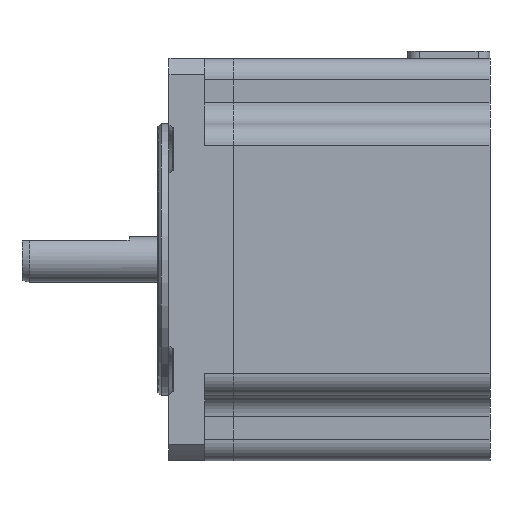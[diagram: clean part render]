
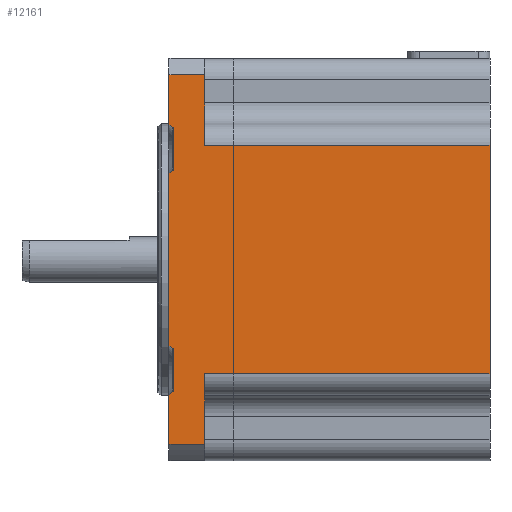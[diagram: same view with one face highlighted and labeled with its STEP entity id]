
A CAD part, left-side view. The second image highlights one B-rep face of the part: STEP entity #12161.
In plain terms, the highlighted planar face has unit normal (-1, 0, 0).
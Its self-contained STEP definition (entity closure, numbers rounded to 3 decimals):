
#2597=DIRECTION('',(0.,0.,-1.));
#2598=VECTOR('',#2597,24.);
#2599=CARTESIAN_POINT('',(-12.35,55.,31.45));
#2600=LINE('',#2599,#2598);
#2614=DIRECTION('',(0.,0.,-1.));
#2615=VECTOR('',#2614,6.916);
#2616=CARTESIAN_POINT('',(-12.35,55.,0.45));
#2617=LINE('',#2616,#2615);
#2684=DIRECTION('',(0.,0.,-1.));
#2685=VECTOR('',#2684,6.916);
#2686=CARTESIAN_POINT('',(-12.35,55.,45.366));
#2687=LINE('',#2686,#2685);
#2751=DIRECTION('',(0.,0.,-1.));
#2752=VECTOR('',#2751,9.916);
#2753=CARTESIAN_POINT('',(-12.35,50.,3.45));
#2754=LINE('',#2753,#2752);
#2755=DIRECTION('',(0.,-0.707,0.707));
#2756=VECTOR('',#2755,0.707);
#2757=CARTESIAN_POINT('',(-12.35,55.,0.45));
#2758=LINE('',#2757,#2756);
#2759=DIRECTION('',(0.,0.707,0.707));
#2760=VECTOR('',#2759,0.707);
#2761=CARTESIAN_POINT('',(-12.35,54.5,6.95));
#2762=LINE('',#2761,#2760);
#2763=DIRECTION('',(0.,-0.707,0.707));
#2764=VECTOR('',#2763,0.707);
#2765=CARTESIAN_POINT('',(-12.35,55.,31.45));
#2766=LINE('',#2765,#2764);
#2767=DIRECTION('',(0.,0.,1.));
#2768=VECTOR('',#2767,6.);
#2769=CARTESIAN_POINT('',(-12.35,54.3,31.95));
#2770=LINE('',#2769,#2768);
#2771=DIRECTION('',(0.,0.707,0.707));
#2772=VECTOR('',#2771,0.707);
#2773=CARTESIAN_POINT('',(-12.35,54.5,37.95));
#2774=LINE('',#2773,#2772);
#2775=DIRECTION('',(0.,0.,-1.));
#2776=VECTOR('',#2775,9.916);
#2777=CARTESIAN_POINT('',(-12.35,50.,45.366));
#2778=LINE('',#2777,#2776);
#2783=DIRECTION('',(0.,-1.,0.));
#2784=VECTOR('',#2783,40.);
#2785=CARTESIAN_POINT('',(-12.35,50.,3.45));
#2786=LINE('',#2785,#2784);
#3021=DIRECTION('',(0.,0.,1.));
#3022=VECTOR('',#3021,32.);
#3023=CARTESIAN_POINT('',(-12.35,10.,3.45));
#3024=LINE('',#3023,#3022);
#3174=DIRECTION('',(0.,1.,0.));
#3175=VECTOR('',#3174,40.);
#3176=CARTESIAN_POINT('',(-12.35,10.,35.45));
#3177=LINE('',#3176,#3175);
#3220=DIRECTION('',(0.,1.,0.));
#3221=VECTOR('',#3220,5.);
#3222=CARTESIAN_POINT('',(-12.35,50.,45.366));
#3223=LINE('',#3222,#3221);
#4078=DIRECTION('',(0.,-1.,0.));
#4079=VECTOR('',#4078,5.);
#4080=CARTESIAN_POINT('',(-12.35,55.,-6.466));
#4081=LINE('',#4080,#4079);
#4169=DIRECTION('',(0.,-1.,0.));
#4170=VECTOR('',#4169,0.2);
#4171=CARTESIAN_POINT('',(-12.35,54.5,6.95));
#4172=LINE('',#4171,#4170);
#4186=DIRECTION('',(0.,0.,-1.));
#4187=VECTOR('',#4186,6.);
#4188=CARTESIAN_POINT('',(-12.35,54.3,6.95));
#4189=LINE('',#4188,#4187);
#4212=DIRECTION('',(0.,1.,0.));
#4213=VECTOR('',#4212,0.2);
#4214=CARTESIAN_POINT('',(-12.35,54.3,0.95));
#4215=LINE('',#4214,#4213);
#4417=DIRECTION('',(0.,-1.,0.));
#4418=VECTOR('',#4417,0.2);
#4419=CARTESIAN_POINT('',(-12.35,54.5,37.95));
#4420=LINE('',#4419,#4418);
#4456=DIRECTION('',(0.,1.,0.));
#4457=VECTOR('',#4456,0.2);
#4458=CARTESIAN_POINT('',(-12.35,54.3,31.95));
#4459=LINE('',#4458,#4457);
#5303=CARTESIAN_POINT('',(-12.35,55.,31.45));
#5304=CARTESIAN_POINT('',(-12.35,55.,7.45));
#5305=VERTEX_POINT('',#5303);
#5306=VERTEX_POINT('',#5304);
#5311=CARTESIAN_POINT('',(-12.35,55.,0.45));
#5312=VERTEX_POINT('',#5311);
#5313=CARTESIAN_POINT('',(-12.35,55.,-6.466));
#5314=VERTEX_POINT('',#5313);
#5343=CARTESIAN_POINT('',(-12.35,55.,45.366));
#5344=VERTEX_POINT('',#5343);
#5345=CARTESIAN_POINT('',(-12.35,55.,38.45));
#5346=VERTEX_POINT('',#5345);
#5367=CARTESIAN_POINT('',(-12.35,50.,3.45));
#5368=CARTESIAN_POINT('',(-12.35,10.,3.45));
#5369=VERTEX_POINT('',#5367);
#5370=VERTEX_POINT('',#5368);
#5371=CARTESIAN_POINT('',(-12.35,50.,-6.466));
#5372=VERTEX_POINT('',#5371);
#5373=CARTESIAN_POINT('',(-12.35,54.5,0.95));
#5374=VERTEX_POINT('',#5373);
#5375=CARTESIAN_POINT('',(-12.35,54.3,0.95));
#5376=VERTEX_POINT('',#5375);
#5377=CARTESIAN_POINT('',(-12.35,54.3,6.95));
#5378=VERTEX_POINT('',#5377);
#5379=CARTESIAN_POINT('',(-12.35,54.5,6.95));
#5380=VERTEX_POINT('',#5379);
#5381=CARTESIAN_POINT('',(-12.35,54.5,31.95));
#5382=VERTEX_POINT('',#5381);
#5383=CARTESIAN_POINT('',(-12.35,54.3,31.95));
#5384=VERTEX_POINT('',#5383);
#5385=CARTESIAN_POINT('',(-12.35,54.3,37.95));
#5386=VERTEX_POINT('',#5385);
#5387=CARTESIAN_POINT('',(-12.35,54.5,37.95));
#5388=VERTEX_POINT('',#5387);
#5389=CARTESIAN_POINT('',(-12.35,50.,45.366));
#5390=VERTEX_POINT('',#5389);
#5391=CARTESIAN_POINT('',(-12.35,50.,35.45));
#5392=VERTEX_POINT('',#5391);
#5393=CARTESIAN_POINT('',(-12.35,10.,35.45));
#5394=VERTEX_POINT('',#5393);
#12117=CARTESIAN_POINT('',(-12.35,50.5,19.45));
#12118=DIRECTION('',(1.,0.,0.));
#12119=DIRECTION('',(0.,0.,-1.));
#12120=AXIS2_PLACEMENT_3D('',#12117,#12118,#12119);
#12121=PLANE('',#12120);
#12123=ORIENTED_EDGE('',*,*,#12122,.F.);
#12125=ORIENTED_EDGE('',*,*,#12124,.T.);
#12127=ORIENTED_EDGE('',*,*,#12126,.F.);
#12128=ORIENTED_EDGE('',*,*,#12046,.F.);
#12130=ORIENTED_EDGE('',*,*,#12129,.T.);
#12132=ORIENTED_EDGE('',*,*,#12131,.F.);
#12134=ORIENTED_EDGE('',*,*,#12133,.F.);
#12136=ORIENTED_EDGE('',*,*,#12135,.F.);
#12138=ORIENTED_EDGE('',*,*,#12137,.T.);
#12139=ORIENTED_EDGE('',*,*,#12038,.F.);
#12141=ORIENTED_EDGE('',*,*,#12140,.T.);
#12143=ORIENTED_EDGE('',*,*,#12142,.F.);
#12145=ORIENTED_EDGE('',*,*,#12144,.T.);
#12147=ORIENTED_EDGE('',*,*,#12146,.F.);
#12149=ORIENTED_EDGE('',*,*,#12148,.T.);
#12150=ORIENTED_EDGE('',*,*,#12078,.F.);
#12152=ORIENTED_EDGE('',*,*,#12151,.F.);
#12154=ORIENTED_EDGE('',*,*,#12153,.T.);
#12156=ORIENTED_EDGE('',*,*,#12155,.F.);
#12158=ORIENTED_EDGE('',*,*,#12157,.F.);
#12159=EDGE_LOOP('',(#12123,#12125,#12127,#12128,#12130,#12132,#12134,#12136,
#12138,#12139,#12141,#12143,#12145,#12147,#12149,#12150,#12152,#12154,#12156,
#12158));
#12160=FACE_OUTER_BOUND('',#12159,.F.);
#12161=ADVANCED_FACE('',(#12160),#12121,.F.);
#12038=EDGE_CURVE('',#5305,#5306,#2600,.T.);
#12046=EDGE_CURVE('',#5312,#5314,#2617,.T.);
#12078=EDGE_CURVE('',#5344,#5346,#2687,.T.);
#12122=EDGE_CURVE('',#5369,#5370,#2786,.T.);
#12124=EDGE_CURVE('',#5369,#5372,#2754,.T.);
#12126=EDGE_CURVE('',#5314,#5372,#4081,.T.);
#12129=EDGE_CURVE('',#5312,#5374,#2758,.T.);
#12131=EDGE_CURVE('',#5376,#5374,#4215,.T.);
#12133=EDGE_CURVE('',#5378,#5376,#4189,.T.);
#12135=EDGE_CURVE('',#5380,#5378,#4172,.T.);
#12137=EDGE_CURVE('',#5380,#5306,#2762,.T.);
#12140=EDGE_CURVE('',#5305,#5382,#2766,.T.);
#12142=EDGE_CURVE('',#5384,#5382,#4459,.T.);
#12144=EDGE_CURVE('',#5384,#5386,#2770,.T.);
#12146=EDGE_CURVE('',#5388,#5386,#4420,.T.);
#12148=EDGE_CURVE('',#5388,#5346,#2774,.T.);
#12151=EDGE_CURVE('',#5390,#5344,#3223,.T.);
#12153=EDGE_CURVE('',#5390,#5392,#2778,.T.);
#12155=EDGE_CURVE('',#5394,#5392,#3177,.T.);
#12157=EDGE_CURVE('',#5370,#5394,#3024,.T.);
